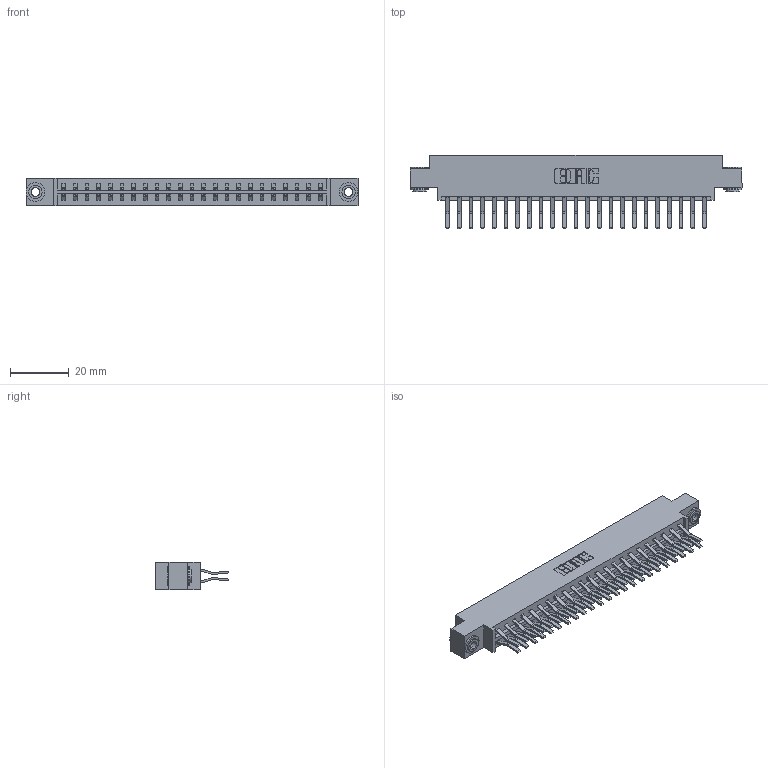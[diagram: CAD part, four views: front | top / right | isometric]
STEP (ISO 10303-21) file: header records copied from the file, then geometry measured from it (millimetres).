
FILE_DESCRIPTION (( 'STEP AP203' ), '1' );
FILE_NAME ('333-046-560-803.STEP', '2018-08-03T23:02:42', ( '' ), ( '' ), 'SwSTEP 2.0', 'SolidWorks 2016', '' );
FILE_SCHEMA (( 'CONFIG_CONTROL_DESIGN' ));
Length unit declared in the file: inch
Products named in the file (4): 333 Part_Offset - .156 Dia - TH; 345-292-001_560 Tail; 345-250-002_345-250-002-102; 333-046-560-803
Assembly tree (49 placements, depth 2):
  333-046-560-803
    333 Part_Offset - .156 Dia - TH
    345-292-001_560 Tail  x46
    345-250-002_345-250-002-102  x2
Bounding box: 112.67 x 24.78 x 9.4 mm (x, y, z)
Volume: 11418.8 mm3; surface area: 14597.6 mm2
Topology: 49 solids, 49 shells, 2640 faces, 7805 edges, 5138 vertices
Faces by surface type: plane 1740, cylinder 892, cone 8
Entity records: 18124 total; most frequent: CARTESIAN_POINT 3005, ORIENTED_EDGE 2934, DIRECTION 2637, EDGE_CURVE 1467, VECTOR 1311, LINE 1311, VERTEX_POINT 974, AXIS2_PLACEMENT_3D 663
